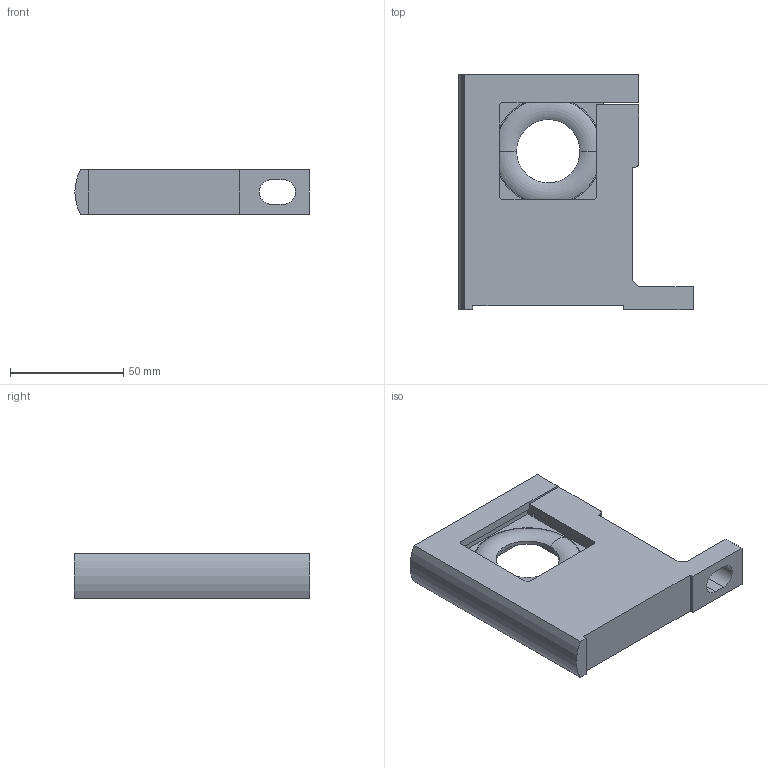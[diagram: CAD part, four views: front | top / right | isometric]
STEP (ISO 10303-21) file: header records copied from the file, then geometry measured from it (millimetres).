
FILE_DESCRIPTION (( 'STEP AP203' ), '1' );
FILE_NAME ('AB-6L.step', '2015-11-09T22:36:23', ( '' ), ( '' ), 'SwSTEP 2.0', 'SolidWorks 2015', '' );
FILE_SCHEMA (( 'CONFIG_CONTROL_DESIGN' ));
Length unit declared in the file: millimetre
Products named in the file (1): AB-6L
Bounding box: 103.5 x 104 x 19.5 mm (x, y, z)
Volume: 118947.5 mm3; surface area: 30749.9 mm2
Topology: 3 solids, 3 shells, 103 faces, 254 edges, 164 vertices
Faces by surface type: plane 69, cylinder 22, torus 8, cone 4
Entity records: 3109 total; most frequent: DIRECTION 526, CARTESIAN_POINT 522, ORIENTED_EDGE 508, EDGE_CURVE 254, LINE 190, VECTOR 190, AXIS2_PLACEMENT_3D 168, VERTEX_POINT 164
